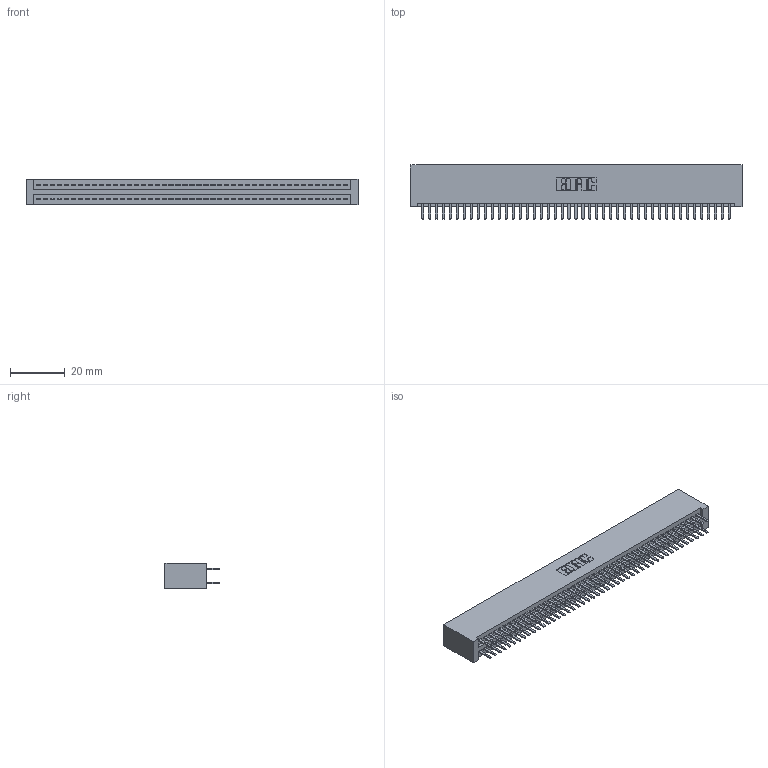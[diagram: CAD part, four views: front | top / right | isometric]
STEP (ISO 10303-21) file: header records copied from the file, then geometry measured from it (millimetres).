
FILE_DESCRIPTION (( 'STEP AP203' ), '1' );
FILE_NAME ('395-090-520-201.STEP', '2018-11-29T02:12:00', ( '' ), ( '' ), 'SwSTEP 2.0', 'SolidWorks 2016', '' );
FILE_SCHEMA (( 'CONFIG_CONTROL_DESIGN' ));
Length unit declared in the file: inch
Products named in the file (3): 345 Part_No Mounting Lugs; 395-090-520-201; 345-292-001_345-293-120
Assembly tree (91 placements, depth 2):
  395-090-520-201
    345 Part_No Mounting Lugs
    345-292-001_345-293-120  x90
Bounding box: 120.9 x 19.68 x 9.4 mm (x, y, z)
Volume: 12348.9 mm3; surface area: 18531 mm2
Topology: 91 solids, 91 shells, 4978 faces, 14447 edges, 9390 vertices
Faces by surface type: plane 3226, cylinder 1752
Entity records: 34741 total; most frequent: CARTESIAN_POINT 5832, ORIENTED_EDGE 5754, DIRECTION 5121, EDGE_CURVE 2877, VECTOR 2569, LINE 2569, VERTEX_POINT 1914, AXIS2_PLACEMENT_3D 1276
